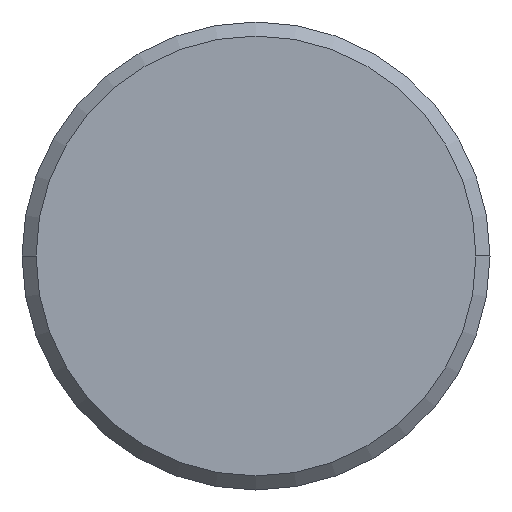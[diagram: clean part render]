
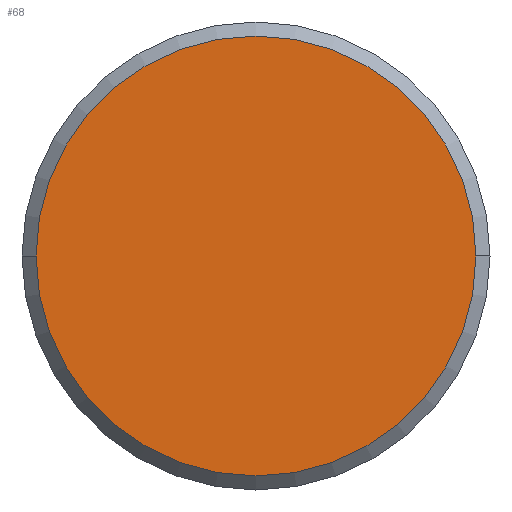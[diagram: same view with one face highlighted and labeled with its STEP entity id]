
A CAD part, left-side view. The second image highlights one B-rep face of the part: STEP entity #68.
In plain terms, the highlighted planar face has unit normal (-1, 0, 0).
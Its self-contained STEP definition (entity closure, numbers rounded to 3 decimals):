
#7 = DIRECTION ( 'NONE',  ( 0., 1., 0. ) ) ;
#46 = VERTEX_POINT ( 'NONE', #106 ) ;
#52 = ORIENTED_EDGE ( 'NONE', *, *, #187, .F. ) ;
#63 = DIRECTION ( 'NONE',  ( -1., 0., 0. ) ) ;
#68 = ADVANCED_FACE ( 'NONE', ( #310 ), #280, .T. ) ;
#79 = DIRECTION ( 'NONE',  ( 1., 0., 0. ) ) ;
#95 = EDGE_LOOP ( 'NONE', ( #225, #52 ) ) ;
#106 = CARTESIAN_POINT ( 'NONE',  ( -43., -4.7, 0. ) ) ;
#124 = CIRCLE ( 'NONE', #272, 4.7 ) ;
#140 = VERTEX_POINT ( 'NONE', #299 ) ;
#142 = DIRECTION ( 'NONE',  ( 1., 0., 0. ) ) ;
#187 = EDGE_CURVE ( 'NONE', #46, #140, #124, .T. ) ;
#203 = CARTESIAN_POINT ( 'NONE',  ( -43., 0., 0. ) ) ;
#206 = AXIS2_PLACEMENT_3D ( 'NONE', #203, #63, #230 ) ;
#220 = CARTESIAN_POINT ( 'NONE',  ( -43., 0., 0. ) ) ;
#225 = ORIENTED_EDGE ( 'NONE', *, *, #281, .F. ) ;
#230 = DIRECTION ( 'NONE',  ( 0., -1., 0. ) ) ;
#252 = DIRECTION ( 'NONE',  ( 0., 1., 0. ) ) ;
#272 = AXIS2_PLACEMENT_3D ( 'NONE', #292, #142, #7 ) ;
#278 = AXIS2_PLACEMENT_3D ( 'NONE', #220, #79, #252 ) ;
#280 = PLANE ( 'NONE',  #206 ) ;
#281 = EDGE_CURVE ( 'NONE', #140, #46, #297, .T. ) ;
#292 = CARTESIAN_POINT ( 'NONE',  ( -43., 0., 0. ) ) ;
#297 = CIRCLE ( 'NONE', #278, 4.7 ) ;
#299 = CARTESIAN_POINT ( 'NONE',  ( -43., 4.7, 0. ) ) ;
#310 = FACE_OUTER_BOUND ( 'NONE', #95, .T. ) ;
